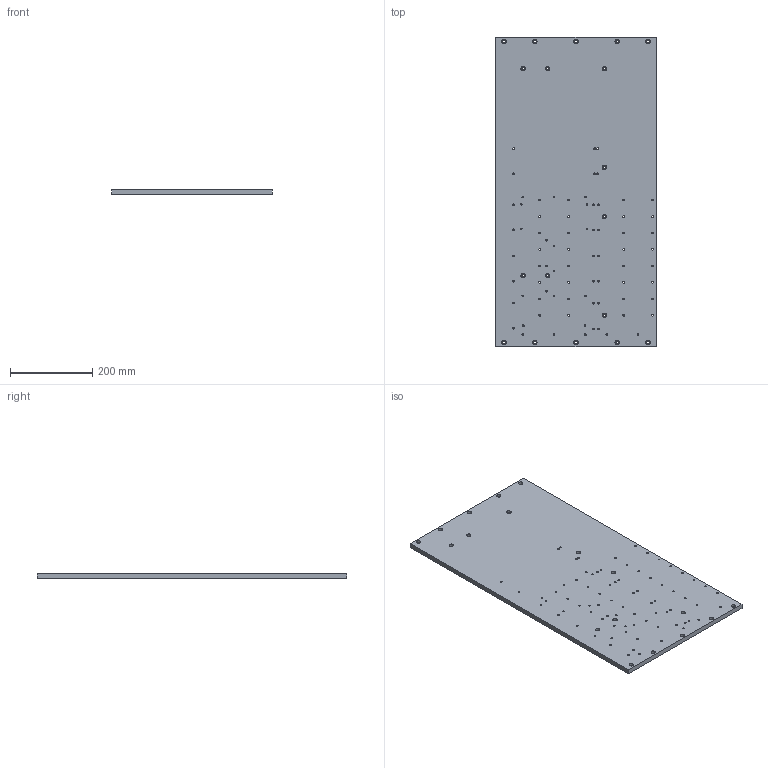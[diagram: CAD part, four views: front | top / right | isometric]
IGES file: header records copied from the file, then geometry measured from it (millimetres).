
Global section: file name: 102Hmartyre seb acier steel 12mm small holes m4 big holes flat.igs; native system: Rhinoceros ( Oct 14 2020 ); preprocessor: Trout Lake IGES 012 Oct 14 2020; date: 201027.095610; units: millimetre
Bounding box: 390 x 751 x 12 mm (x, y, z)
Surface area: 628072.9 mm2 (no closed solid volume)
Topology: 0 solids, 0 shells, 138 faces, 2322 edges, 2194 vertices
Faces by surface type: bspline 138
